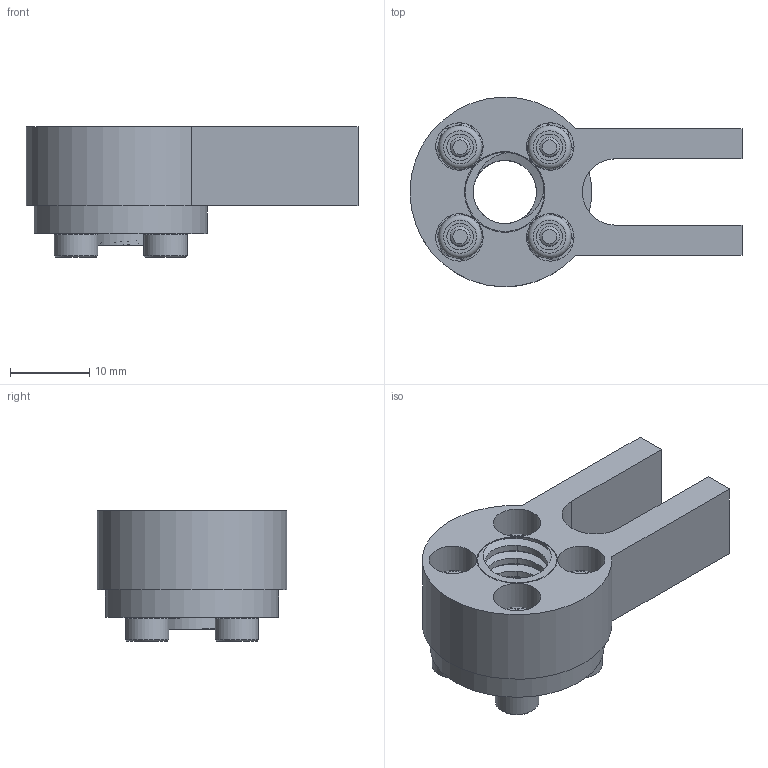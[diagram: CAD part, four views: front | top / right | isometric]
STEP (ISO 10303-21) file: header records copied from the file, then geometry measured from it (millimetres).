
FILE_DESCRIPTION(/* description */ (''),/* implementation_level */ '2;1');
FILE_NAME(/* name */ 'Z isolator assembly v4.step',/* time_stamp */ '2018-03-31T21:50:33+02:00',/* author */ ('boelle'),/* organization */ (''),/* preprocessor_version */ 'ST-DEVELOPER v16.13',/* originating_system */ 'Autodesk Translation Framework v6.5.0.72',/* authorisation */ '');
FILE_SCHEMA (('AUTOMOTIVE_DESIGN { 1 0 10303 214 3 1 1 }'));
Length unit declared in the file: millimetre
Products named in the file (13): Z isolator assembly; LeadScrew Nut 8mm x 2mmPitch; M3x10; M3x10_1; M3x10_2; M3x10_3; 91290A115; M3 Lock Nut; M3 Lock Nut_1; M3 Lock Nut_2; M3 Lock Nut_3; 90576A102; z isolator
Assembly tree (18 placements, depth 3):
  Z isolator assembly
    LeadScrew Nut 8mm x 2mmPitch
    M3x10
      91290A115
    M3x10_1
      91290A115
    M3x10_2
      91290A115
    M3x10_3
      91290A115
    M3 Lock Nut
      90576A102
    M3 Lock Nut_1
      90576A102
    M3 Lock Nut_2
      90576A102
    M3 Lock Nut_3
      90576A102
    z isolator
Bounding box: 42 x 24 x 16.5 mm (x, y, z)
Volume: 6188.3 mm3; surface area: 7364.2 mm2
Topology: 14 solids, 14 shells, 562 faces, 1490 edges, 978 vertices
Faces by surface type: cylinder 272, cone 160, plane 104, torus 16, bspline 10
Full cylindrical faces by diameter (mm): 2.35 x72, 2.538 x4, 2.594 x24, 3 x96, 3.352 x4, 3.5 x4, 4 x4, 5.5 x4, 6 x4, 8 x7, 10 x8, 10.2 x2, 22 x1
Entity records: 11816 total; most frequent: CARTESIAN_POINT 7059, ORIENTED_EDGE 988, DIRECTION 906, EDGE_CURVE 494, AXIS2_PLACEMENT_3D 384, VERTEX_POINT 330, EDGE_LOOP 218, FACE_OUTER_BOUND 184
